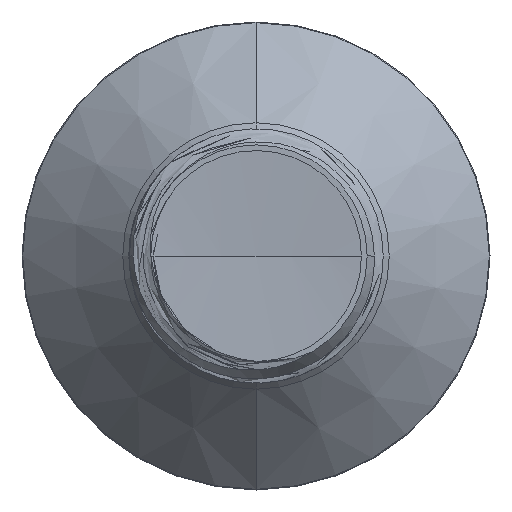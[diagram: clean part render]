
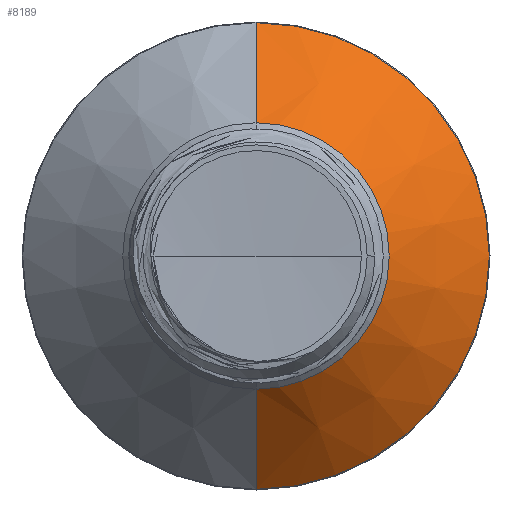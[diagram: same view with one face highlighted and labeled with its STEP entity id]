
A CAD part, front view. The second image highlights one B-rep face of the part: STEP entity #8189.
In plain terms, the highlighted conical face has half-angle 45 degrees and reference radius 2.619 mm.
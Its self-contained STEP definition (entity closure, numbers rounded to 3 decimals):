
#935 = VERTEX_POINT ( 'NONE', #25366 ) ;
#1018 = VECTOR ( 'NONE', #23348, 1000. ) ;
#1047 = ORIENTED_EDGE ( 'NONE', *, *, #14879, .F. ) ;
#2017 = CARTESIAN_POINT ( 'NONE',  ( 0., 11.098, -4.586 ) ) ;
#3372 = CARTESIAN_POINT ( 'NONE',  ( 0., 9.131, 0. ) ) ;
#3655 = EDGE_CURVE ( 'NONE', #21722, #18676, #16024, .T. ) ;
#4244 = CARTESIAN_POINT ( 'NONE',  ( 0., 9.131, -2.619 ) ) ;
#4794 = LINE ( 'NONE', #7023, #5432 ) ;
#4978 = DIRECTION ( 'NONE',  ( 0., 0.707, -0.707 ) ) ;
#5410 = DIRECTION ( 'NONE',  ( 0., 0., 1. ) ) ;
#5432 = VECTOR ( 'NONE', #4978, 1000. ) ;
#5567 = CONICAL_SURFACE ( 'NONE', #21643, 2.619, 0.785 ) ;
#6202 = FACE_OUTER_BOUND ( 'NONE', #11100, .T. ) ;
#6865 = DIRECTION ( 'NONE',  ( 0., 0., 1. ) ) ;
#6870 = CARTESIAN_POINT ( 'NONE',  ( 0., 9.131, 0. ) ) ;
#7023 = CARTESIAN_POINT ( 'NONE',  ( 0., 9.131, -2.619 ) ) ;
#7230 = DIRECTION ( 'NONE',  ( 0., 1., 0. ) ) ;
#8189 = ADVANCED_FACE ( 'NONE', ( #6202 ), #5567, .T. ) ;
#8954 = DIRECTION ( 'NONE',  ( 0., 0., 1. ) ) ;
#8987 = DIRECTION ( 'NONE',  ( 0., 1., 0. ) ) ;
#9017 = CARTESIAN_POINT ( 'NONE',  ( 0., 11.098, 0. ) ) ;
#10157 = VERTEX_POINT ( 'NONE', #4244 ) ;
#11100 = EDGE_LOOP ( 'NONE', ( #11196, #16492, #21635, #1047 ) ) ;
#11170 = LINE ( 'NONE', #21436, #1018 ) ;
#11196 = ORIENTED_EDGE ( 'NONE', *, *, #24421, .T. ) ;
#11247 = AXIS2_PLACEMENT_3D ( 'NONE', #9017, #8987, #8954 ) ;
#14879 = EDGE_CURVE ( 'NONE', #935, #21722, #11170, .T. ) ;
#16024 = CIRCLE ( 'NONE', #11247, 4.586 ) ;
#16492 = ORIENTED_EDGE ( 'NONE', *, *, #16813, .T. ) ;
#16813 = EDGE_CURVE ( 'NONE', #10157, #18676, #4794, .T. ) ;
#17463 = DIRECTION ( 'NONE',  ( 0., 1., 0. ) ) ;
#17871 = AXIS2_PLACEMENT_3D ( 'NONE', #3372, #17463, #5410 ) ;
#18676 = VERTEX_POINT ( 'NONE', #2017 ) ;
#19660 = CARTESIAN_POINT ( 'NONE',  ( 0., 11.098, 4.586 ) ) ;
#21436 = CARTESIAN_POINT ( 'NONE',  ( 0., 9.131, 2.619 ) ) ;
#21635 = ORIENTED_EDGE ( 'NONE', *, *, #3655, .F. ) ;
#21643 = AXIS2_PLACEMENT_3D ( 'NONE', #6870, #7230, #6865 ) ;
#21722 = VERTEX_POINT ( 'NONE', #19660 ) ;
#23348 = DIRECTION ( 'NONE',  ( 0., 0.707, 0.707 ) ) ;
#24421 = EDGE_CURVE ( 'NONE', #935, #10157, #24752, .T. ) ;
#24752 = CIRCLE ( 'NONE', #17871, 2.619 ) ;
#25366 = CARTESIAN_POINT ( 'NONE',  ( 0., 9.131, 2.619 ) ) ;
